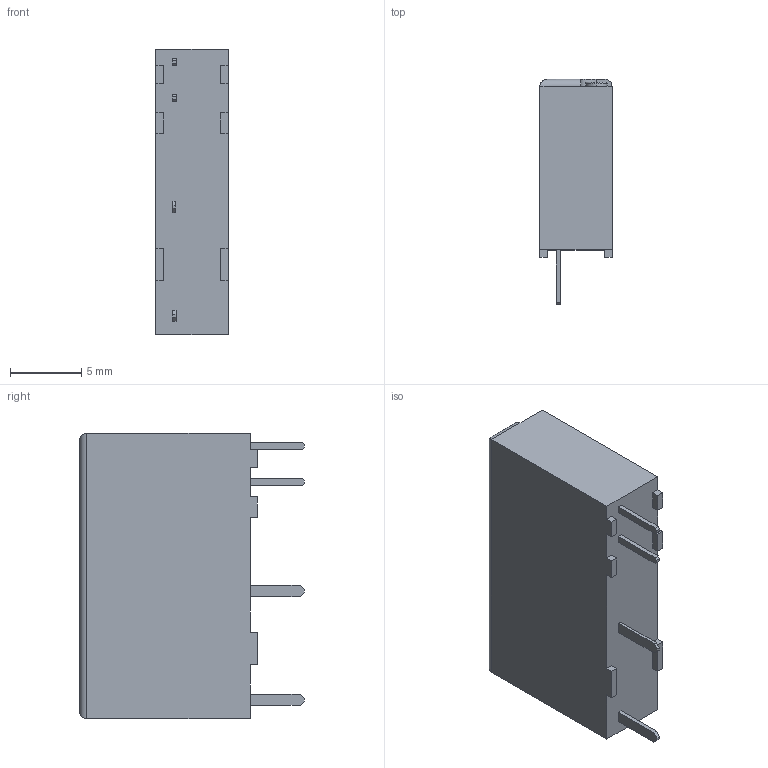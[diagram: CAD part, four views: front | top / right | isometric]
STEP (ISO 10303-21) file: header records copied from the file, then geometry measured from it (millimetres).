
FILE_DESCRIPTION (( 'STEP AP214' ), '1' );
FILE_NAME ('G6DN-1A-CF DC12.STEP', '2024-12-06T07:53:00', ( '' ), ( '' ), 'SwSTEP 2.0', 'SolidWorks 2021', '' );
FILE_SCHEMA (( 'AUTOMOTIVE_DESIGN' ));
Length unit declared in the file: millimetre
Products named in the file (1): G6DN-1A-CF DC12
Bounding box: 5.05 x 15.75 x 19.97 mm (x, y, z)
Volume: 1199.5 mm3; surface area: 855.8 mm2
Topology: 5 solids, 5 shells, 98 faces, 239 edges, 151 vertices
Faces by surface type: plane 70, cylinder 16, torus 8, cone 4
Entity records: 3337 total; most frequent: CARTESIAN_POINT 494, DIRECTION 472, ORIENTED_EDGE 470, EDGE_CURVE 235, LINE 190, VECTOR 190, VERTEX_POINT 151, AXIS2_PLACEMENT_3D 141
